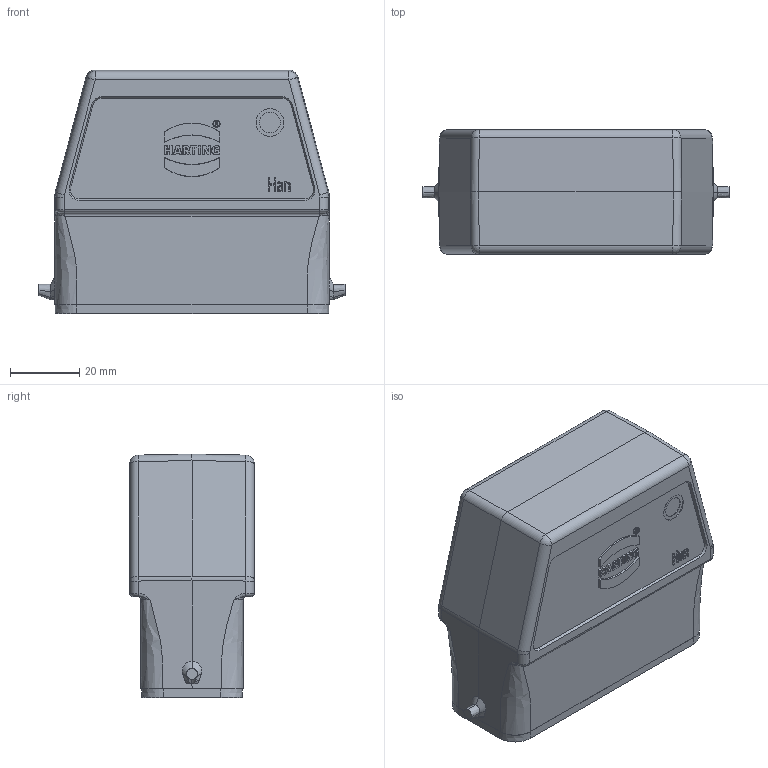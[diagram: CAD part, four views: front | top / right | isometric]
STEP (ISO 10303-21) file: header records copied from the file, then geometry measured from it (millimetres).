
FILE_DESCRIPTION(/* description */ (''),/* implementation_level */ '2;1');
FILE_NAME(/* name */ '100735073ugm000_a.stp',/* time_stamp */ '2017-10-27T13:32:17+02:00',/* author */ (''),/* organization */ (''),/* preprocessor_version */ 'ST-DEVELOPER v16',/* originating_system */ 'SIEMENS PLM Software NX 10.0',/* authorisation */ '');
FILE_SCHEMA (('AUTOMOTIVE_DESIGN { 1 0 10303 214 3 1 1 1 }'));
Length unit declared in the file: millimetre
Products named in the file (1): 100735073ugm000_a
Bounding box: 88.3 x 36 x 70.3 mm (x, y, z)
Volume: 67339.9 mm3; surface area: 32851.5 mm2
Topology: 1 solids, 1 shells, 494 faces, 1233 edges, 788 vertices
Faces by surface type: plane 282, bspline 100, cylinder 72, cone 28, torus 8, sphere 4
Full cylindrical faces by diameter (mm): 2.74 x3, 3 x1, 6 x1, 8 x1
Entity records: 18257 total; most frequent: CARTESIAN_POINT 6370, ORIENTED_EDGE 2418, DIRECTION 1990, EDGE_CURVE 1209, VERTEX_POINT 778, LINE 728, VECTOR 728, AXIS2_PLACEMENT_3D 631
